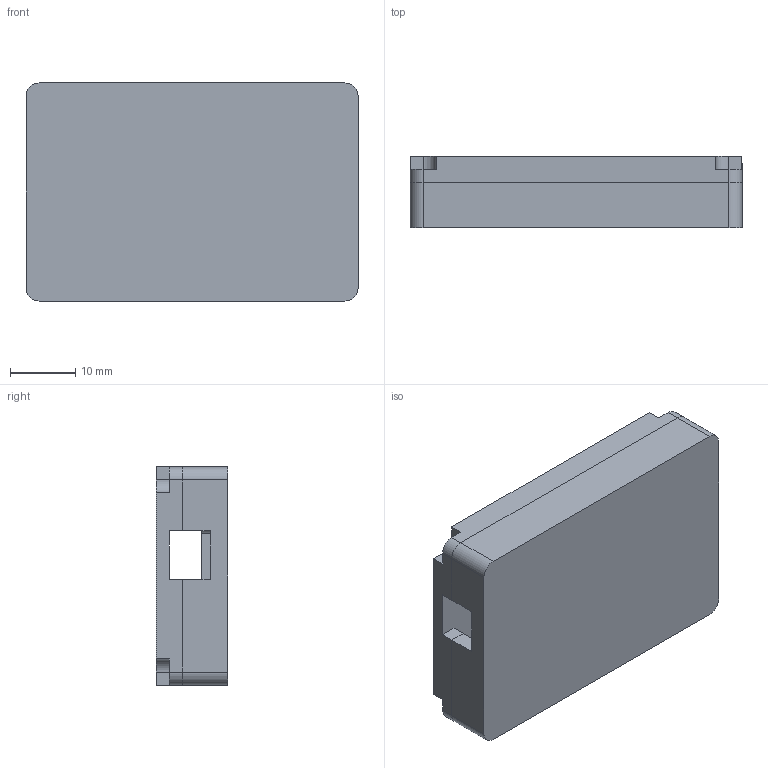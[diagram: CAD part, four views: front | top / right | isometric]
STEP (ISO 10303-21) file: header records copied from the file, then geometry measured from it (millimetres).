
FILE_DESCRIPTION (( 'STEP AP203' ), '1' );
FILE_NAME ('housing.STEP', '2020-10-04T06:16:42', ( '' ), ( '' ), 'SwSTEP 2.0', 'SolidWorks 2020', '' );
FILE_SCHEMA (( 'CONFIG_CONTROL_DESIGN' ));
Length unit declared in the file: millimetre
Products named in the file (1): housing
Bounding box: 51 x 11 x 33.5 mm (x, y, z)
Volume: 10337.7 mm3; surface area: 10198.3 mm2
Topology: 2 solids, 2 shells, 315 faces, 852 edges, 568 vertices
Faces by surface type: plane 196, bspline 71, cylinder 48
Entity records: 14127 total; most frequent: CARTESIAN_POINT 6487, ORIENTED_EDGE 1704, DIRECTION 1296, EDGE_CURVE 852, VECTOR 614, LINE 614, VERTEX_POINT 568, EDGE_LOOP 350
